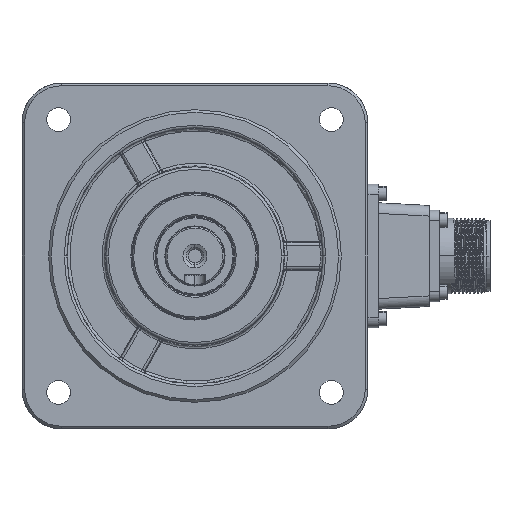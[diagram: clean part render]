
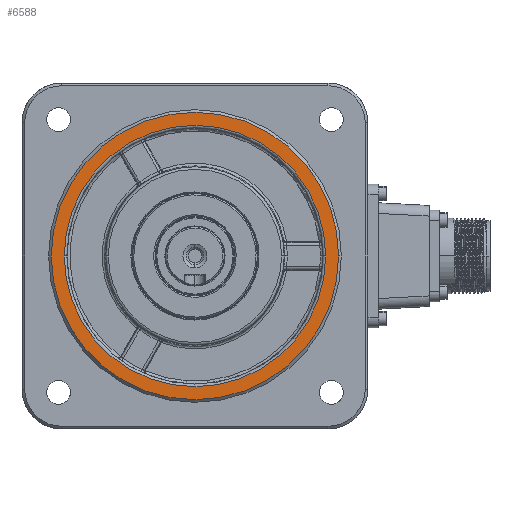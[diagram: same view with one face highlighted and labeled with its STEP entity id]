
A CAD part, left-side view. The second image highlights one B-rep face of the part: STEP entity #6588.
In plain terms, the highlighted planar face has unit normal (-1, 0, 0).
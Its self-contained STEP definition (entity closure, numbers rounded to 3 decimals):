
#1898 = FACE_BOUND ( 'NONE', #3736, .T. ) ;
#3736 = EDGE_LOOP ( 'NONE', ( #5218, #22031 ) ) ;
#5218 = ORIENTED_EDGE ( 'NONE', *, *, #44125, .T. ) ;
#6588 = ADVANCED_FACE ( 'NONE', ( #22296, #1898 ), #28053, .T. ) ;
#7490 = DIRECTION ( 'NONE',  ( -1., 0., 0. ) ) ;
#7980 = EDGE_CURVE ( 'NONE', #9087, #20961, #33545, .T. ) ;
#8302 = VERTEX_POINT ( 'NONE', #13338 ) ;
#8400 = AXIS2_PLACEMENT_3D ( 'NONE', #41507, #12748, #12584 ) ;
#9087 = VERTEX_POINT ( 'NONE', #22718 ) ;
#9922 = DIRECTION ( 'NONE',  ( -1., 0., 0. ) ) ;
#10298 = ORIENTED_EDGE ( 'NONE', *, *, #15071, .T. ) ;
#11145 = CARTESIAN_POINT ( 'NONE',  ( -61., 0., 0. ) ) ;
#11331 = EDGE_LOOP ( 'NONE', ( #10298, #12833 ) ) ;
#12584 = DIRECTION ( 'NONE',  ( 0., -1., 0. ) ) ;
#12748 = DIRECTION ( 'NONE',  ( -1., 0., 0. ) ) ;
#12833 = ORIENTED_EDGE ( 'NONE', *, *, #7980, .T. ) ;
#13338 = CARTESIAN_POINT ( 'NONE',  ( -61., -49.122, 0. ) ) ;
#14330 = DIRECTION ( 'NONE',  ( 0., -1., 0. ) ) ;
#14408 = DIRECTION ( 'NONE',  ( 1., 0., 0. ) ) ;
#15071 = EDGE_CURVE ( 'NONE', #20961, #9087, #46328, .T. ) ;
#16503 = CIRCLE ( 'NONE', #41322, 49.122 ) ;
#20961 = VERTEX_POINT ( 'NONE', #25248 ) ;
#21748 = CARTESIAN_POINT ( 'NONE',  ( -61., 0., 0. ) ) ;
#21886 = DIRECTION ( 'NONE',  ( 0., -1., 0. ) ) ;
#22031 = ORIENTED_EDGE ( 'NONE', *, *, #28801, .T. ) ;
#22296 = FACE_OUTER_BOUND ( 'NONE', #11331, .T. ) ;
#22718 = CARTESIAN_POINT ( 'NONE',  ( -61., -54., 0. ) ) ;
#25248 = CARTESIAN_POINT ( 'NONE',  ( -61., 54., 0. ) ) ;
#25527 = DIRECTION ( 'NONE',  ( 1., 0., 0. ) ) ;
#25682 = DIRECTION ( 'NONE',  ( 0., -1., 0. ) ) ;
#28053 = PLANE ( 'NONE',  #31502 ) ;
#28527 = CIRCLE ( 'NONE', #43064, 49.122 ) ;
#28801 = EDGE_CURVE ( 'NONE', #31891, #8302, #16503, .T. ) ;
#29178 = CARTESIAN_POINT ( 'NONE',  ( -61., 0., 0. ) ) ;
#31502 = AXIS2_PLACEMENT_3D ( 'NONE', #32160, #9922, #46478 ) ;
#31891 = VERTEX_POINT ( 'NONE', #35852 ) ;
#32160 = CARTESIAN_POINT ( 'NONE',  ( -61., 0., 0. ) ) ;
#33545 = CIRCLE ( 'NONE', #8400, 54. ) ;
#35852 = CARTESIAN_POINT ( 'NONE',  ( -61., 49.122, 0. ) ) ;
#41322 = AXIS2_PLACEMENT_3D ( 'NONE', #21748, #25527, #25682 ) ;
#41507 = CARTESIAN_POINT ( 'NONE',  ( -61., 0., 0. ) ) ;
#43064 = AXIS2_PLACEMENT_3D ( 'NONE', #29178, #14408, #21886 ) ;
#44125 = EDGE_CURVE ( 'NONE', #8302, #31891, #28527, .T. ) ;
#44950 = AXIS2_PLACEMENT_3D ( 'NONE', #11145, #7490, #14330 ) ;
#46328 = CIRCLE ( 'NONE', #44950, 54. ) ;
#46478 = DIRECTION ( 'NONE',  ( 0., -1., 0. ) ) ;
